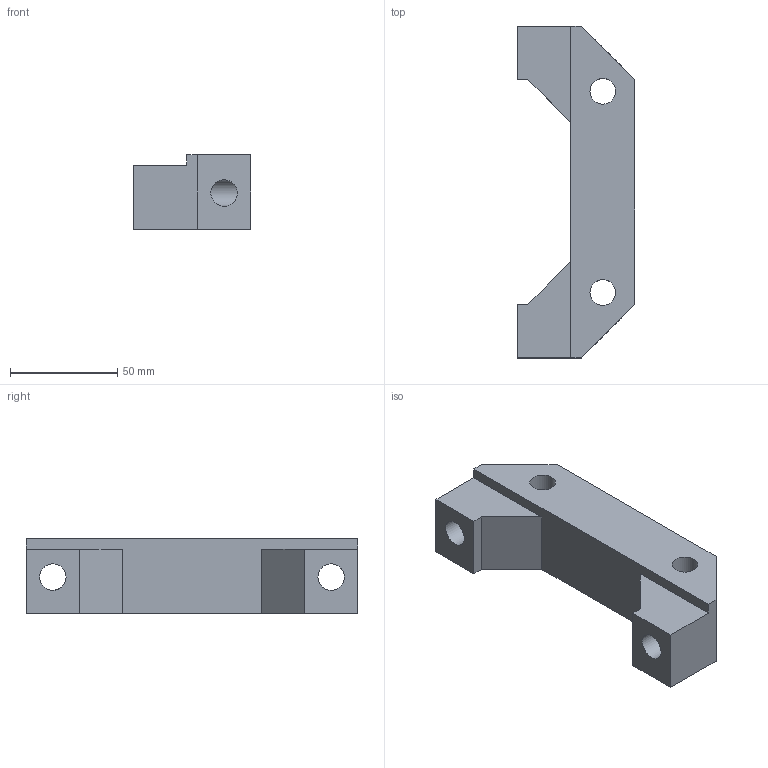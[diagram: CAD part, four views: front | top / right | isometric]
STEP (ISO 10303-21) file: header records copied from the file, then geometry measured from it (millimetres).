
FILE_DESCRIPTION(/* description */ (''),/* implementation_level */ '2;1');
FILE_NAME(/* name */ 'piece frein hlo.stp',/* time_stamp */ '2023-01-23T11:45:11+01:00',/* author */ ('JY.SOUPLY'),/* organization */ (''),/* preprocessor_version */ 'ST-DEVELOPER v18.1',/* originating_system */ 'Autodesk Inventor 2021',/* authorisation */ '');
FILE_SCHEMA (('AUTOMOTIVE_DESIGN { 1 0 10303 214 3 1 1 }'));
Length unit declared in the file: millimetre
Products named in the file (1): piece frein hlo
Bounding box: 55 x 155 x 35 mm (x, y, z)
Volume: 166603.3 mm3; surface area: 31186.2 mm2
Topology: 1 solids, 1 shells, 24 faces, 60 edges, 40 vertices
Faces by surface type: plane 18, cylinder 6
Full cylindrical faces by diameter (mm): 12 x2, 12.376 x2, 20 x2
Entity records: 773 total; most frequent: CARTESIAN_POINT 125, DIRECTION 122, ORIENTED_EDGE 120, EDGE_CURVE 60, LINE 48, VECTOR 48, VERTEX_POINT 40, AXIS2_PLACEMENT_3D 37
